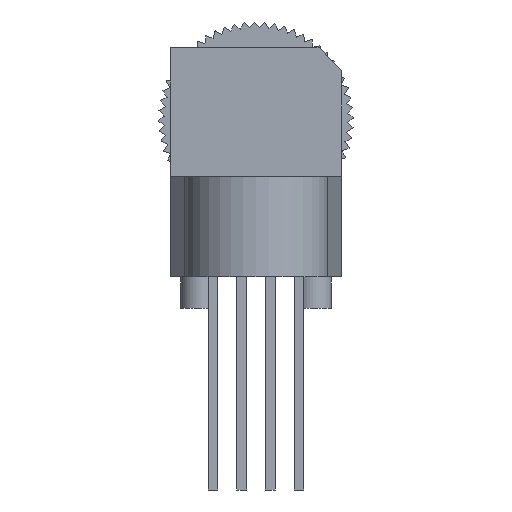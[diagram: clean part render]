
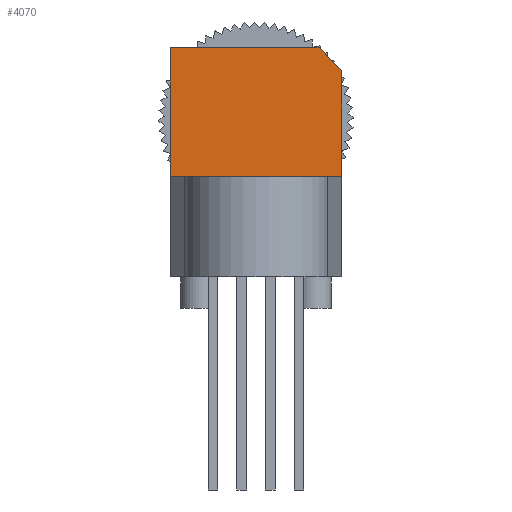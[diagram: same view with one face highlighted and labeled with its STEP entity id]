
A CAD part, left-side view. The second image highlights one B-rep face of the part: STEP entity #4070.
In plain terms, the highlighted planar face has unit normal (-1, 0, 0).
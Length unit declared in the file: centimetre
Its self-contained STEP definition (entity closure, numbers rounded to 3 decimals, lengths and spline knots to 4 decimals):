
#401=VECTOR('',#4854,1.);
#405=VECTOR('',#4859,1.);
#408=VECTOR('',#4863,1.);
#409=VECTOR('',#4864,1.);
#410=VECTOR('',#4865,1.);
#780=LINE('',#7382,#401);
#784=LINE('',#7391,#405);
#787=LINE('',#7396,#408);
#788=LINE('',#7398,#409);
#789=LINE('',#7400,#410);
#1356=VERTEX_POINT('',#7383);
#1357=VERTEX_POINT('',#7384);
#1360=VERTEX_POINT('',#7392);
#1361=VERTEX_POINT('',#7397);
#1362=VERTEX_POINT('',#7399);
#2014=EDGE_CURVE('',#1356,#1357,#780,.T.);
#2018=EDGE_CURVE('',#1360,#1357,#784,.T.);
#2021=EDGE_CURVE('',#1356,#1361,#787,.T.);
#2022=EDGE_CURVE('',#1362,#1361,#788,.T.);
#2023=EDGE_CURVE('',#1360,#1362,#789,.T.);
#3283=ORIENTED_EDGE('',*,*,#2014,.F.);
#3284=ORIENTED_EDGE('',*,*,#2021,.T.);
#3285=ORIENTED_EDGE('',*,*,#2022,.F.);
#3286=ORIENTED_EDGE('',*,*,#2023,.F.);
#3287=ORIENTED_EDGE('',*,*,#2018,.T.);
#3571=EDGE_LOOP('',(#3283,#3284,#3285,#3286,#3287));
#3832=FACE_BOUND('',#3571,.T.);
#4070=ADVANCED_FACE('',(#3832),#7576,.T.);
#4265=AXIS2_PLACEMENT_3D('',#7395,#4862,$);
#4854=DIRECTION('',(0.,-0.707,-0.707));
#4859=DIRECTION('',(0.,0.,1.));
#4862=DIRECTION('',(-1.,0.,0.));
#4863=DIRECTION('',(0.,1.,0.));
#4864=DIRECTION('',(0.,0.,1.));
#4865=DIRECTION('',(0.,1.,0.));
#7382=CARTESIAN_POINT('',(0.3079,-0.3778,0.9176));
#7383=CARTESIAN_POINT('',(0.3079,-0.2794,1.016));
#7384=CARTESIAN_POINT('',(0.3079,-0.381,0.9144));
#7391=CARTESIAN_POINT('',(0.3079,-0.381,0.4445));
#7392=CARTESIAN_POINT('',(0.3079,-0.381,0.4445));
#7395=CARTESIAN_POINT('',(0.3079,0.,0.4445));
#7396=CARTESIAN_POINT('',(0.3079,-0.381,1.016));
#7397=CARTESIAN_POINT('',(0.3079,0.381,1.016));
#7398=CARTESIAN_POINT('',(0.3079,0.381,0.4445));
#7399=CARTESIAN_POINT('',(0.3079,0.381,0.4445));
#7400=CARTESIAN_POINT('',(0.3079,0.,0.4445));
#7576=PLANE('',#4265);
